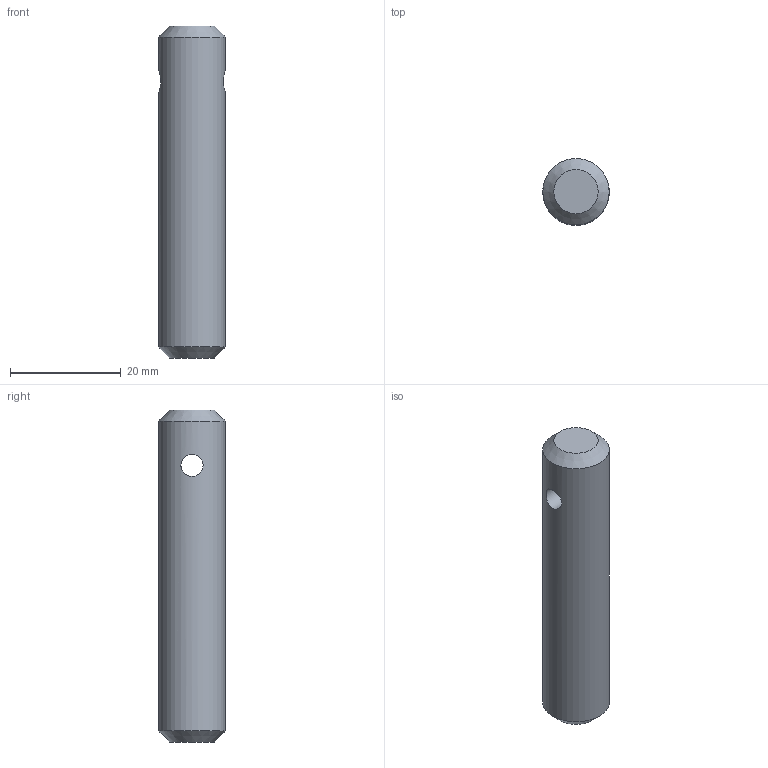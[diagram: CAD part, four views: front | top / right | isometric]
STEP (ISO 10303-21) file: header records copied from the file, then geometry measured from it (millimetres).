
FILE_DESCRIPTION(/* description */ (''),/* implementation_level */ '2;1');
FILE_NAME(/* name */ 'Pige controle 12mm.stp',/* time_stamp */ '2022-11-21T11:18:22+01:00',/* author */ ('ethomas'),/* organization */ (''),/* preprocessor_version */ 'ST-DEVELOPER v19.2',/* originating_system */ 'Autodesk Inventor 2023',/* authorisation */ '');
FILE_SCHEMA (('AUTOMOTIVE_DESIGN { 1 0 10303 214 3 1 1 }'));
Length unit declared in the file: millimetre
Products named in the file (1): Pige controle 12mm
Bounding box: 12 x 12 x 60 mm (x, y, z)
Volume: 6503.1 mm3; surface area: 2510.4 mm2
Topology: 1 solids, 1 shells, 6 faces, 17 edges, 12 vertices
Faces by surface type: cylinder 2, cone 2, plane 2
Full cylindrical faces by diameter (mm): 4 x1, 12 x1
Entity records: 308 total; most frequent: CARTESIAN_POINT 106, ORIENTED_EDGE 34, DIRECTION 31, EDGE_CURVE 17, AXIS2_PLACEMENT_3D 13, VERTEX_POINT 12, EDGE_LOOP 7, CIRCLE 6
